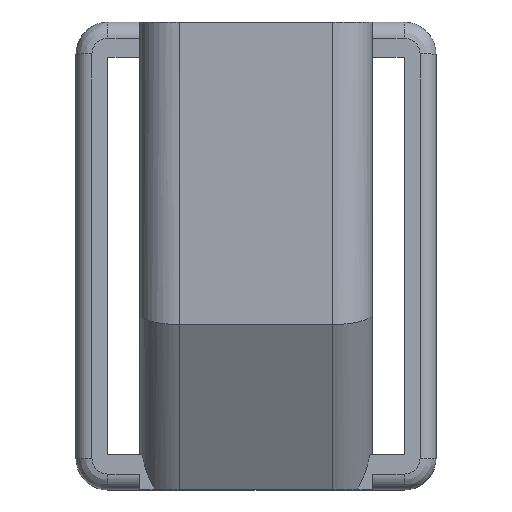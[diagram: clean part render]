
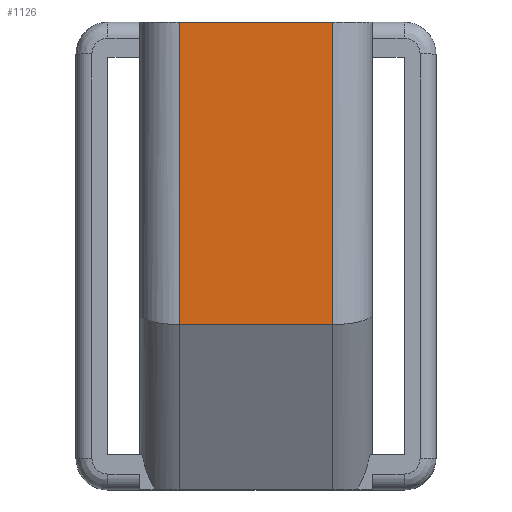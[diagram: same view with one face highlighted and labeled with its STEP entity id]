
A CAD part, top view. The second image highlights one B-rep face of the part: STEP entity #1126.
In plain terms, the highlighted planar face has unit normal (0, 0, 1).
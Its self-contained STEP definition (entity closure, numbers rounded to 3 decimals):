
#42=PLANE('',#1232);
#107=FACE_OUTER_BOUND('',#172,.T.);
#172=EDGE_LOOP('',(#948,#949,#950,#951));
#234=LINE('',#1745,#351);
#253=LINE('',#1823,#370);
#256=LINE('',#1829,#373);
#267=LINE('',#1854,#384);
#351=VECTOR('',#1398,10.);
#370=VECTOR('',#1459,10.);
#373=VECTOR('',#1466,10.);
#384=VECTOR('',#1493,10.);
#517=VERTEX_POINT('',#1742);
#518=VERTEX_POINT('',#1744);
#536=VERTEX_POINT('',#1814);
#539=VERTEX_POINT('',#1828);
#642=EDGE_CURVE('',#518,#517,#234,.T.);
#674=EDGE_CURVE('',#518,#536,#253,.T.);
#677=EDGE_CURVE('',#539,#517,#256,.T.);
#691=EDGE_CURVE('',#536,#539,#267,.T.);
#948=ORIENTED_EDGE('',*,*,#674,.F.);
#949=ORIENTED_EDGE('',*,*,#642,.T.);
#950=ORIENTED_EDGE('',*,*,#677,.F.);
#951=ORIENTED_EDGE('',*,*,#691,.F.);
#1126=ADVANCED_FACE('',(#107),#42,.F.);
#1232=AXIS2_PLACEMENT_3D('',#1853,#1491,#1492);
#1398=DIRECTION('',(-1.,0.,0.));
#1459=DIRECTION('',(0.,-1.,0.));
#1466=DIRECTION('',(0.,1.,0.));
#1491=DIRECTION('center_axis',(0.,0.,-1.));
#1492=DIRECTION('ref_axis',(1.,0.,0.));
#1493=DIRECTION('',(-1.,0.,0.));
#1742=CARTESIAN_POINT('',(-1.075,0.172,7.6));
#1744=CARTESIAN_POINT('',(8.561,0.172,7.6));
#1745=CARTESIAN_POINT('',(0.584,0.172,7.6));
#1814=CARTESIAN_POINT('',(8.561,-18.845,7.6));
#1823=CARTESIAN_POINT('',(8.561,-4.63,7.6));
#1828=CARTESIAN_POINT('',(-1.075,-18.845,7.6));
#1829=CARTESIAN_POINT('',(-1.075,-15.035,7.6));
#1853=CARTESIAN_POINT('Origin',(3.743,-9.832,7.6));
#1854=CARTESIAN_POINT('',(5.323,-18.845,7.6));
